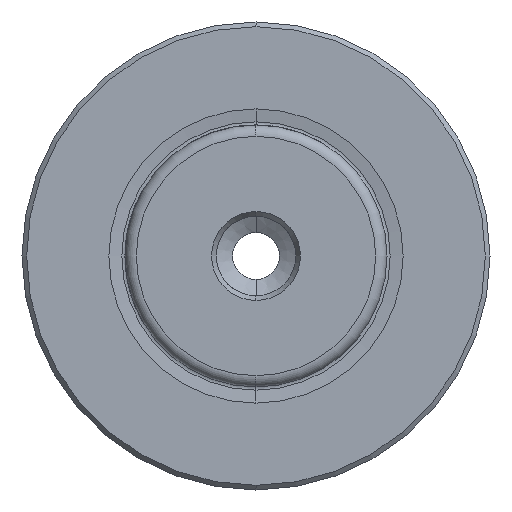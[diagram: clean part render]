
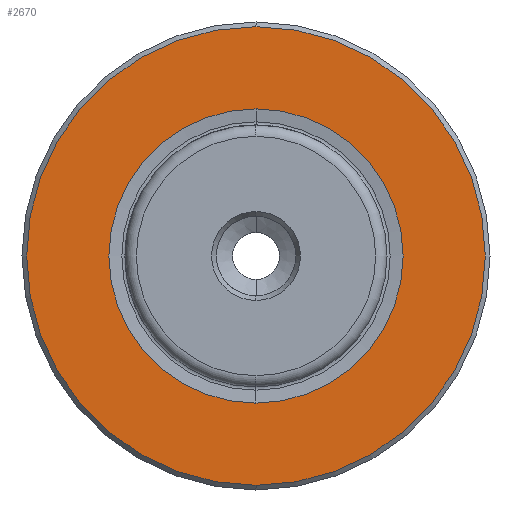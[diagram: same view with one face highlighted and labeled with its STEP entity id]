
A CAD part, left-side view. The second image highlights one B-rep face of the part: STEP entity #2670.
In plain terms, the highlighted planar face has unit normal (-1, 0, 0).
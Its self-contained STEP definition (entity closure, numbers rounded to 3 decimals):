
#7 = PLANE ( 'NONE',  #1205 ) ;
#15 = CARTESIAN_POINT ( 'NONE',  ( 0., 15.715, 0. ) ) ;
#17 = DIRECTION ( 'NONE',  ( 0., 0., -1. ) ) ;
#23 = DIRECTION ( 'NONE',  ( 1., 0., 0. ) ) ;
#71 = CIRCLE ( 'NONE', #914, 24.5 ) ;
#281 = VERTEX_POINT ( 'NONE', #796 ) ;
#289 = EDGE_LOOP ( 'NONE', ( #2744, #2691 ) ) ;
#796 = CARTESIAN_POINT ( 'NONE',  ( 0., 0., 24.5 ) ) ;
#855 = EDGE_LOOP ( 'NONE', ( #2567, #2166 ) ) ;
#889 = VERTEX_POINT ( 'NONE', #1045 ) ;
#914 = AXIS2_PLACEMENT_3D ( 'NONE', #3046, #3042, #3040 ) ;
#924 = VERTEX_POINT ( 'NONE', #1083 ) ;
#944 = AXIS2_PLACEMENT_3D ( 'NONE', #3117, #3112, #3106 ) ;
#963 = VERTEX_POINT ( 'NONE', #1122 ) ;
#1045 = CARTESIAN_POINT ( 'NONE',  ( 0., 0., 15.715 ) ) ;
#1083 = CARTESIAN_POINT ( 'NONE',  ( 0., 0., -15.715 ) ) ;
#1122 = CARTESIAN_POINT ( 'NONE',  ( 0., 0., -24.5 ) ) ;
#1205 = AXIS2_PLACEMENT_3D ( 'NONE', #15, #23, #17 ) ;
#1430 = DIRECTION ( 'NONE',  ( -1., 0., 0. ) ) ;
#1432 = CARTESIAN_POINT ( 'NONE',  ( 0., 0., 0. ) ) ;
#1686 = EDGE_CURVE ( 'NONE', #889, #924, #1931, .T. ) ;
#1692 = EDGE_CURVE ( 'NONE', #963, #281, #1801, .T. ) ;
#1702 = AXIS2_PLACEMENT_3D ( 'NONE', #2665, #2667, #2676 ) ;
#1711 = AXIS2_PLACEMENT_3D ( 'NONE', #1432, #1430, #2651 ) ;
#1801 = CIRCLE ( 'NONE', #1702, 24.5 ) ;
#1931 = CIRCLE ( 'NONE', #1711, 15.715 ) ;
#2108 = CIRCLE ( 'NONE', #944, 15.715 ) ;
#2166 = ORIENTED_EDGE ( 'NONE', *, *, #2949, .T. ) ;
#2216 = FACE_BOUND ( 'NONE', #289, .T. ) ;
#2567 = ORIENTED_EDGE ( 'NONE', *, *, #1692, .T. ) ;
#2651 = DIRECTION ( 'NONE',  ( 0., 0., 1. ) ) ;
#2665 = CARTESIAN_POINT ( 'NONE',  ( 0., 0., 0. ) ) ;
#2667 = DIRECTION ( 'NONE',  ( -1., 0., 0. ) ) ;
#2670 = ADVANCED_FACE ( 'NONE', ( #2216, #3107 ), #7, .F. ) ;
#2676 = DIRECTION ( 'NONE',  ( 0., 0., 1. ) ) ;
#2691 = ORIENTED_EDGE ( 'NONE', *, *, #2939, .F. ) ;
#2744 = ORIENTED_EDGE ( 'NONE', *, *, #1686, .F. ) ;
#2939 = EDGE_CURVE ( 'NONE', #924, #889, #2108, .T. ) ;
#2949 = EDGE_CURVE ( 'NONE', #281, #963, #71, .T. ) ;
#3040 = DIRECTION ( 'NONE',  ( 0., 0., 1. ) ) ;
#3042 = DIRECTION ( 'NONE',  ( -1., 0., 0. ) ) ;
#3046 = CARTESIAN_POINT ( 'NONE',  ( 0., 0., 0. ) ) ;
#3106 = DIRECTION ( 'NONE',  ( 0., 0., 1. ) ) ;
#3107 = FACE_OUTER_BOUND ( 'NONE', #855, .T. ) ;
#3112 = DIRECTION ( 'NONE',  ( -1., 0., 0. ) ) ;
#3117 = CARTESIAN_POINT ( 'NONE',  ( 0., 0., 0. ) ) ;
